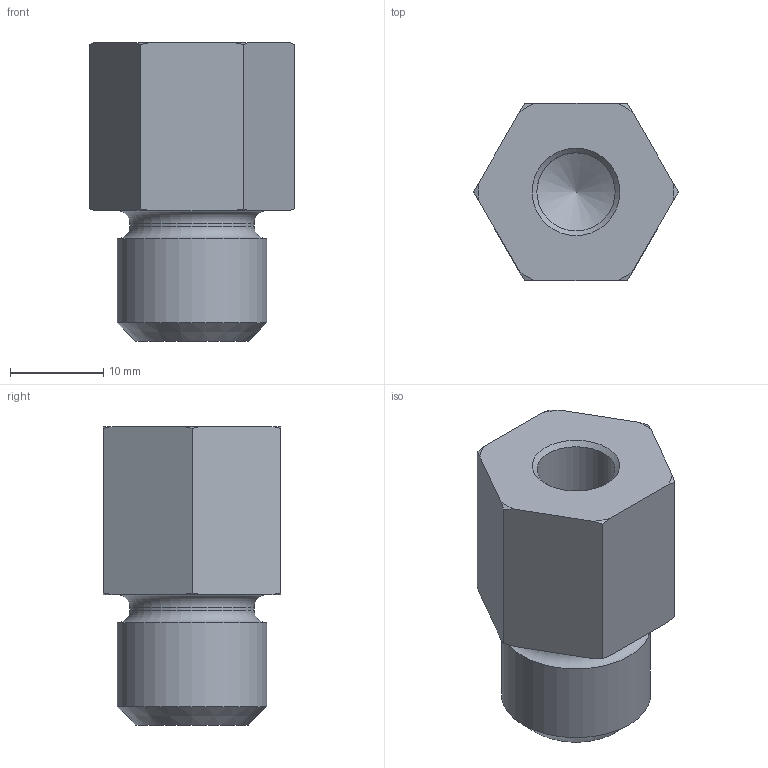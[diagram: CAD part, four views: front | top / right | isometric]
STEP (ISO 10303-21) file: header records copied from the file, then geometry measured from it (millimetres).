
FILE_DESCRIPTION((''),'2;1');
FILE_NAME('113485.stp','2010-10-06T11:08:49',('DMK009'),(''),'Autodesk Inventor 2011','Autodesk Inventor 2011','');
FILE_SCHEMA(('AUTOMOTIVE_DESIGN { 1 0 10303 214 1 1 1 1 }'));
Length unit declared in the file: millimetre
Products named in the file (1): Reduzierstücke
Bounding box: 21.94 x 19 x 32 mm (x, y, z)
Volume: 7652 mm3; surface area: 2738.2 mm2
Topology: 1 solids, 1 shells, 29 faces, 72 edges, 46 vertices
Faces by surface type: cone 15, plane 9, cylinder 3, torus 2
Full cylindrical faces by diameter (mm): 8.376 x1, 13.3 x1, 16 x1
Entity records: 812 total; most frequent: CARTESIAN_POINT 186, ORIENTED_EDGE 126, DIRECTION 120, EDGE_CURVE 63, AXIS2_PLACEMENT_3D 51, VERTEX_POINT 45, EDGE_LOOP 38, FACE_OUTER_BOUND 29
